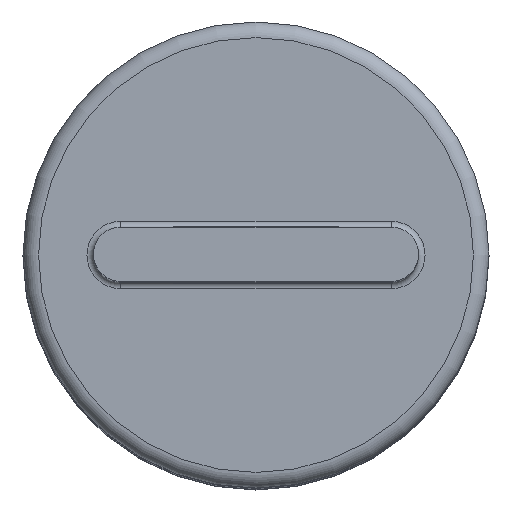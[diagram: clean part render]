
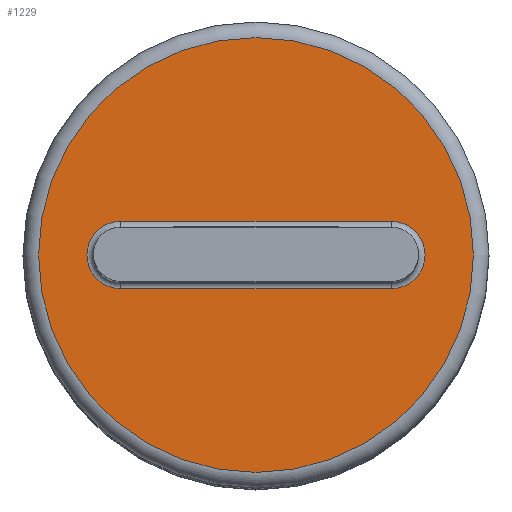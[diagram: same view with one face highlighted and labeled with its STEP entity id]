
A CAD part, top view. The second image highlights one B-rep face of the part: STEP entity #1229.
In plain terms, the highlighted planar face has unit normal (0, 0, 1).
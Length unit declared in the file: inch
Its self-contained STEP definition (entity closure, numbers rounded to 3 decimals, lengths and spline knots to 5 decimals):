
#16 = VERTEX_POINT ( 'NONE', #1479 ) ;
#39 = LINE ( 'NONE', #1655, #552 ) ;
#176 = CARTESIAN_POINT ( 'NONE',  ( -0.191, 0.065, 0. ) ) ;
#207 = ORIENTED_EDGE ( 'NONE', *, *, #1688, .F. ) ;
#266 = PLANE ( 'NONE',  #701 ) ;
#279 = AXIS2_PLACEMENT_3D ( 'NONE', #615, #619, #620 ) ;
#314 = VERTEX_POINT ( 'NONE', #1388 ) ;
#322 = ORIENTED_EDGE ( 'NONE', *, *, #1721, .T. ) ;
#456 = VECTOR ( 'NONE', #1593, 39.37008 ) ;
#481 = DIRECTION ( 'NONE',  ( 0., 0., 1. ) ) ;
#537 = CARTESIAN_POINT ( 'NONE',  ( 0.191, -0.065, 0. ) ) ;
#552 = VECTOR ( 'NONE', #622, 39.37008 ) ;
#615 = CARTESIAN_POINT ( 'NONE',  ( 0., 0., 0. ) ) ;
#619 = DIRECTION ( 'NONE',  ( 0., 0., -1. ) ) ;
#620 = DIRECTION ( 'NONE',  ( -1., 0., 0. ) ) ;
#622 = DIRECTION ( 'NONE',  ( 1., 0., 0. ) ) ;
#640 = DIRECTION ( 'NONE',  ( 0., 1., 0. ) ) ;
#701 = AXIS2_PLACEMENT_3D ( 'NONE', #1227, #481, #786 ) ;
#786 = DIRECTION ( 'NONE',  ( -1., 0., 0. ) ) ;
#882 = VECTOR ( 'NONE', #640, 39.37008 ) ;
#1024 = LINE ( 'NONE', #1094, #882 ) ;
#1042 = VERTEX_POINT ( 'NONE', #176 ) ;
#1051 = FACE_BOUND ( 'NONE', #1293, .T. ) ;
#1094 = CARTESIAN_POINT ( 'NONE',  ( -0.191, -0.065, 0. ) ) ;
#1138 = CARTESIAN_POINT ( 'NONE',  ( -0.191, -0.065, 0. ) ) ;
#1223 = VERTEX_POINT ( 'NONE', #1433 ) ;
#1227 = CARTESIAN_POINT ( 'NONE',  ( 0., 0., 0. ) ) ;
#1229 = ADVANCED_FACE ( 'NONE', ( #1051, #1867 ), #266, .T. ) ;
#1293 = EDGE_LOOP ( 'NONE', ( #207, #1670, #322, #1866 ) ) ;
#1296 = CARTESIAN_POINT ( 'NONE',  ( 0.191, -0.065, 0. ) ) ;
#1388 = CARTESIAN_POINT ( 'NONE',  ( -0.5015, 0., 0. ) ) ;
#1419 = VERTEX_POINT ( 'NONE', #1296 ) ;
#1433 = CARTESIAN_POINT ( 'NONE',  ( 0.191, 0.065, 0. ) ) ;
#1479 = CARTESIAN_POINT ( 'NONE',  ( -0.191, -0.065, 0. ) ) ;
#1593 = DIRECTION ( 'NONE',  ( 1., 0., 0. ) ) ;
#1638 = EDGE_CURVE ( 'NONE', #1419, #1223, #1798, .T. ) ;
#1655 = CARTESIAN_POINT ( 'NONE',  ( -0.191, 0.065, 0. ) ) ;
#1670 = ORIENTED_EDGE ( 'NONE', *, *, #1722, .T. ) ;
#1688 = EDGE_CURVE ( 'NONE', #16, #1419, #1715, .T. ) ;
#1690 = ORIENTED_EDGE ( 'NONE', *, *, #1717, .F. ) ;
#1715 = LINE ( 'NONE', #1138, #456 ) ;
#1717 = EDGE_CURVE ( 'NONE', #314, #314, #1875, .T. ) ;
#1721 = EDGE_CURVE ( 'NONE', #1042, #1223, #39, .T. ) ;
#1722 = EDGE_CURVE ( 'NONE', #16, #1042, #1024, .T. ) ;
#1751 = EDGE_LOOP ( 'NONE', ( #1690 ) ) ;
#1798 = LINE ( 'NONE', #537, #1922 ) ;
#1866 = ORIENTED_EDGE ( 'NONE', *, *, #1638, .F. ) ;
#1867 = FACE_OUTER_BOUND ( 'NONE', #1751, .T. ) ;
#1875 = CIRCLE ( 'NONE', #279, 0.5015 ) ;
#1891 = DIRECTION ( 'NONE',  ( 0., 1., 0. ) ) ;
#1922 = VECTOR ( 'NONE', #1891, 39.37008 ) ;
